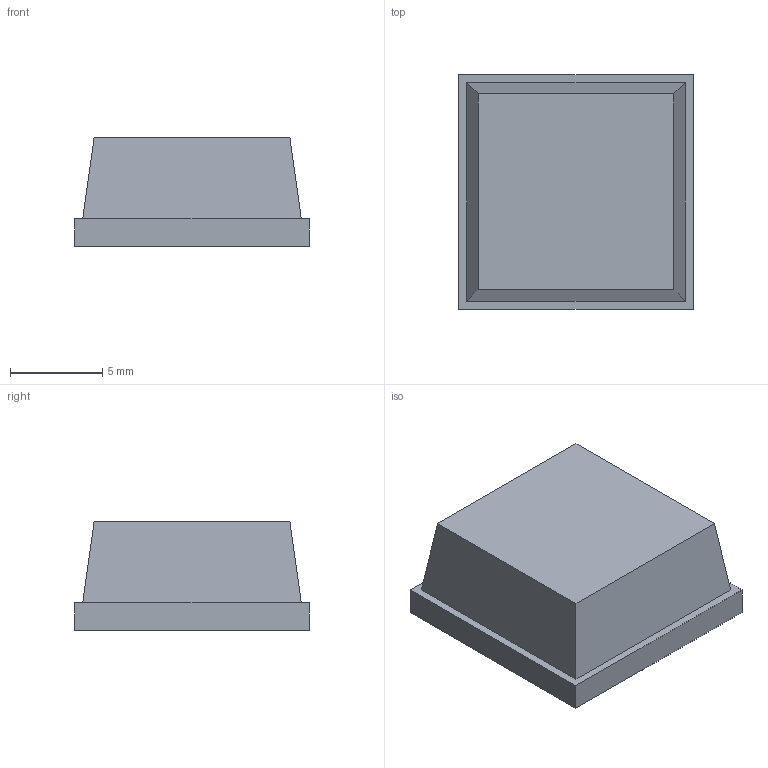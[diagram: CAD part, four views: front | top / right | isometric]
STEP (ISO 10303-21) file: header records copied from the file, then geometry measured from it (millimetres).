
FILE_DESCRIPTION (( 'STEP AP203' ), '1' );
FILE_NAME ('C004-658_01_sldprt.STEP', '2016-06-02T17:06:07', ( 'Shusen Zhang' ), ( 'MathWorks' ), 'SwSTEP 2.0', 'SolidWorks 2015', '' );
FILE_SCHEMA (( 'CONFIG_CONTROL_DESIGN' ));
Length unit declared in the file: inch
Products named in the file (1): C004-658_01_sldprt
Bounding box: 12.7 x 12.7 x 5.9 mm (x, y, z)
Volume: 794.1 mm3; surface area: 570 mm2
Topology: 2 solids, 2 shells, 18 faces, 36 edges, 24 vertices
Faces by surface type: plane 14, cylinder 4
Entity records: 545 total; most frequent: DIRECTION 82, CARTESIAN_POINT 79, ORIENTED_EDGE 72, EDGE_CURVE 36, LINE 28, VECTOR 28, AXIS2_PLACEMENT_3D 27, VERTEX_POINT 24
